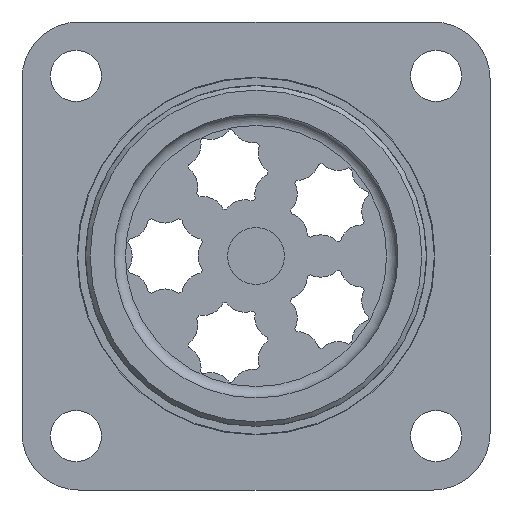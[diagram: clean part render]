
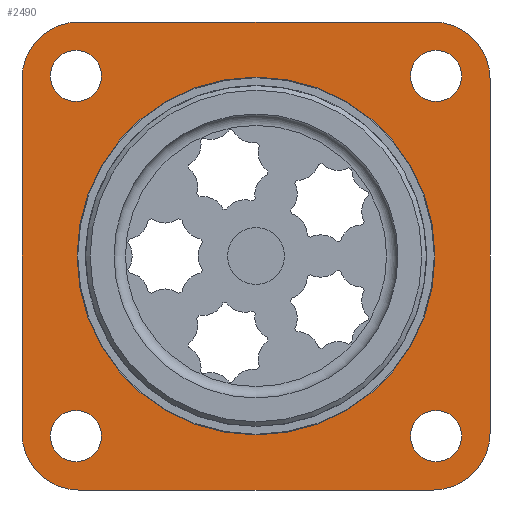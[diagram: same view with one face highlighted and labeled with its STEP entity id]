
A CAD part, left-side view. The second image highlights one B-rep face of the part: STEP entity #2490.
In plain terms, the highlighted planar face has unit normal (-1, 0, 0).
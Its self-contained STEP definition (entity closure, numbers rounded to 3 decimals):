
#273=CIRCLE('',#2795,2.25);
#274=CIRCLE('',#2796,2.25);
#275=CIRCLE('',#2797,2.25);
#276=CIRCLE('',#2798,2.25);
#277=CIRCLE('',#2799,15.75);
#278=CIRCLE('',#2800,5.);
#279=CIRCLE('',#2801,5.);
#280=CIRCLE('',#2802,5.);
#281=CIRCLE('',#2803,5.);
#684=ORIENTED_EDGE('',*,*,#1329,.T.);
#685=ORIENTED_EDGE('',*,*,#1330,.T.);
#686=ORIENTED_EDGE('',*,*,#1331,.T.);
#687=ORIENTED_EDGE('',*,*,#1332,.T.);
#688=ORIENTED_EDGE('',*,*,#1333,.T.);
#689=ORIENTED_EDGE('',*,*,#1334,.F.);
#690=ORIENTED_EDGE('',*,*,#1335,.F.);
#691=ORIENTED_EDGE('',*,*,#1336,.F.);
#692=ORIENTED_EDGE('',*,*,#1337,.F.);
#693=ORIENTED_EDGE('',*,*,#1338,.F.);
#694=ORIENTED_EDGE('',*,*,#1339,.F.);
#695=ORIENTED_EDGE('',*,*,#1340,.F.);
#696=ORIENTED_EDGE('',*,*,#1341,.F.);
#1329=EDGE_CURVE('',#1644,#1644,#273,.T.);
#1330=EDGE_CURVE('',#1645,#1645,#274,.T.);
#1331=EDGE_CURVE('',#1646,#1646,#275,.T.);
#1332=EDGE_CURVE('',#1647,#1647,#276,.T.);
#1333=EDGE_CURVE('',#1648,#1648,#277,.T.);
#1334=EDGE_CURVE('',#1649,#1650,#1805,.T.);
#1335=EDGE_CURVE('',#1651,#1649,#278,.T.);
#1336=EDGE_CURVE('',#1652,#1651,#1806,.T.);
#1337=EDGE_CURVE('',#1653,#1652,#279,.T.);
#1338=EDGE_CURVE('',#1654,#1653,#1807,.T.);
#1339=EDGE_CURVE('',#1655,#1654,#280,.T.);
#1340=EDGE_CURVE('',#1656,#1655,#1808,.T.);
#1341=EDGE_CURVE('',#1650,#1656,#281,.T.);
#1644=VERTEX_POINT('',#4367);
#1645=VERTEX_POINT('',#4369);
#1646=VERTEX_POINT('',#4371);
#1647=VERTEX_POINT('',#4373);
#1648=VERTEX_POINT('',#4375);
#1649=VERTEX_POINT('',#4377);
#1650=VERTEX_POINT('',#4378);
#1651=VERTEX_POINT('',#4380);
#1652=VERTEX_POINT('',#4382);
#1653=VERTEX_POINT('',#4384);
#1654=VERTEX_POINT('',#4386);
#1655=VERTEX_POINT('',#4388);
#1656=VERTEX_POINT('',#4390);
#1805=LINE('',#4376,#1925);
#1806=LINE('',#4381,#1926);
#1807=LINE('',#4385,#1927);
#1808=LINE('',#4389,#1928);
#1925=VECTOR('',#3476,1000.);
#1926=VECTOR('',#3479,1000.);
#1927=VECTOR('',#3482,1000.);
#1928=VECTOR('',#3485,1000.);
#2033=EDGE_LOOP('',(#684));
#2034=EDGE_LOOP('',(#685));
#2035=EDGE_LOOP('',(#686));
#2036=EDGE_LOOP('',(#687));
#2037=EDGE_LOOP('',(#688));
#2038=EDGE_LOOP('',(#689,#690,#691,#692,#693,#694,#695,#696));
#2254=FACE_BOUND('',#2033,.T.);
#2255=FACE_BOUND('',#2034,.T.);
#2256=FACE_BOUND('',#2035,.T.);
#2257=FACE_BOUND('',#2036,.T.);
#2258=FACE_BOUND('',#2037,.T.);
#2259=FACE_BOUND('',#2038,.T.);
#2412=PLANE('',#2794);
#2490=ADVANCED_FACE('',(#2254,#2255,#2256,#2257,#2258,#2259),#2412,.T.);
#2794=AXIS2_PLACEMENT_3D('',#4365,#3464,#3465);
#2795=AXIS2_PLACEMENT_3D('',#4366,#3466,#3467);
#2796=AXIS2_PLACEMENT_3D('',#4368,#3468,#3469);
#2797=AXIS2_PLACEMENT_3D('',#4370,#3470,#3471);
#2798=AXIS2_PLACEMENT_3D('',#4372,#3472,#3473);
#2799=AXIS2_PLACEMENT_3D('',#4374,#3474,#3475);
#2800=AXIS2_PLACEMENT_3D('',#4379,#3477,#3478);
#2801=AXIS2_PLACEMENT_3D('',#4383,#3480,#3481);
#2802=AXIS2_PLACEMENT_3D('',#4387,#3483,#3484);
#2803=AXIS2_PLACEMENT_3D('',#4391,#3486,#3487);
#3464=DIRECTION('',(-1.,0.,0.));
#3465=DIRECTION('',(0.,0.,1.));
#3466=DIRECTION('',(1.,0.,0.));
#3467=DIRECTION('',(0.,0.,-1.));
#3468=DIRECTION('',(1.,0.,0.));
#3469=DIRECTION('',(0.,0.,-1.));
#3470=DIRECTION('',(1.,0.,0.));
#3471=DIRECTION('',(0.,0.,-1.));
#3472=DIRECTION('',(1.,0.,0.));
#3473=DIRECTION('',(0.,0.,-1.));
#3474=DIRECTION('',(1.,0.,0.));
#3475=DIRECTION('',(0.,0.,-1.));
#3476=DIRECTION('',(0.,-1.,0.));
#3477=DIRECTION('',(1.,0.,0.));
#3478=DIRECTION('',(0.,0.,-1.));
#3479=DIRECTION('',(0.,0.,1.));
#3480=DIRECTION('',(1.,0.,0.));
#3481=DIRECTION('',(0.,0.,-1.));
#3482=DIRECTION('',(0.,1.,0.));
#3483=DIRECTION('',(1.,0.,0.));
#3484=DIRECTION('',(0.,0.,-1.));
#3485=DIRECTION('',(0.,0.,-1.));
#3486=DIRECTION('',(1.,0.,0.));
#3487=DIRECTION('',(0.,0.,-1.));
#4365=CARTESIAN_POINT('',(0.,17.25,0.));
#4366=CARTESIAN_POINT('',(0.,15.85,15.85));
#4367=CARTESIAN_POINT('',(0.,15.85,13.6));
#4368=CARTESIAN_POINT('',(0.,-15.85,15.85));
#4369=CARTESIAN_POINT('',(0.,-15.85,13.6));
#4370=CARTESIAN_POINT('',(0.,-15.85,-15.85));
#4371=CARTESIAN_POINT('',(0.,-15.85,-18.1));
#4372=CARTESIAN_POINT('',(0.,15.85,-15.85));
#4373=CARTESIAN_POINT('',(0.,15.85,-18.1));
#4374=CARTESIAN_POINT('',(0.,0.,0.));
#4375=CARTESIAN_POINT('',(0.,0.,-15.75));
#4376=CARTESIAN_POINT('',(0.,15.6,20.6));
#4377=CARTESIAN_POINT('',(0.,15.6,20.6));
#4378=CARTESIAN_POINT('',(0.,-15.6,20.6));
#4379=CARTESIAN_POINT('',(0.,15.6,15.6));
#4380=CARTESIAN_POINT('',(0.,20.6,15.6));
#4381=CARTESIAN_POINT('',(0.,20.6,-15.6));
#4382=CARTESIAN_POINT('',(0.,20.6,-15.6));
#4383=CARTESIAN_POINT('',(0.,15.6,-15.6));
#4384=CARTESIAN_POINT('',(0.,15.6,-20.6));
#4385=CARTESIAN_POINT('',(0.,-15.6,-20.6));
#4386=CARTESIAN_POINT('',(0.,-15.6,-20.6));
#4387=CARTESIAN_POINT('',(0.,-15.6,-15.6));
#4388=CARTESIAN_POINT('',(0.,-20.6,-15.6));
#4389=CARTESIAN_POINT('',(0.,-20.6,15.6));
#4390=CARTESIAN_POINT('',(0.,-20.6,15.6));
#4391=CARTESIAN_POINT('',(0.,-15.6,15.6));
